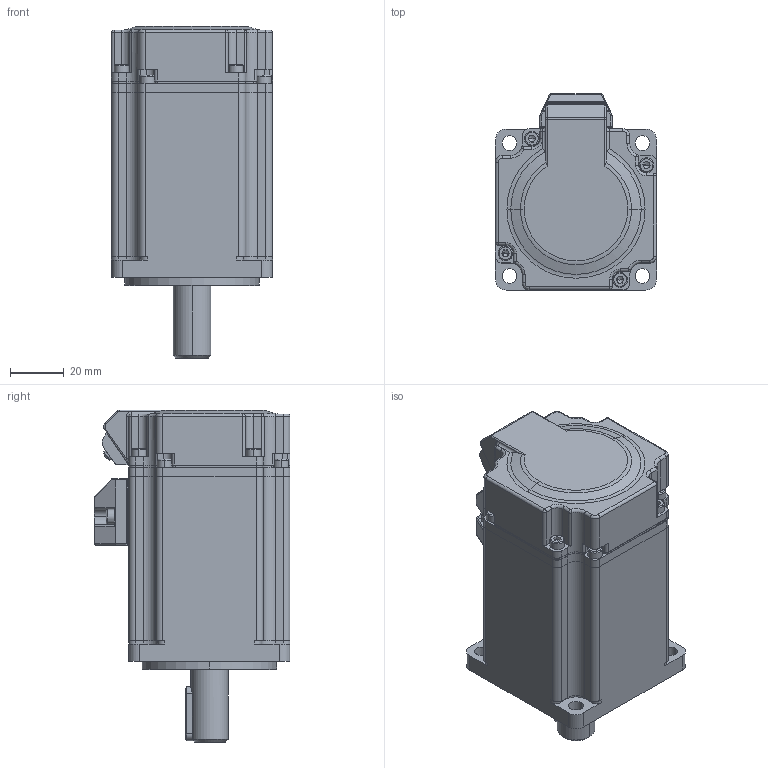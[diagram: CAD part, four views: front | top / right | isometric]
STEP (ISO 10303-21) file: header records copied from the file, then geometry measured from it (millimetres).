
FILE_DESCRIPTION (( 'STEP AP203' ), '1' );
FILE_NAME ('LMZ-04B06030D11-A.STEP', '2023-01-12T04:07:23', ( '' ), ( '' ), 'SwSTEP 2.0', 'SolidWorks 2018', '' );
FILE_SCHEMA (( 'CONFIG_CONTROL_DESIGN' ));
Products named in the file (1): LMZ-04B06030D11-A
Bounding box: 60 x 73 x 123.7 mm (x, y, z)
Volume: 144322.9 mm3; surface area: 83324.5 mm2
Topology: 23 solids, 23 shells, 1538 faces, 3973 edges, 2533 vertices
Faces by surface type: plane 711, cylinder 409, bspline 232, cone 91, torus 83, sphere 12
Entity records: 58652 total; most frequent: CARTESIAN_POINT 21993, ORIENTED_EDGE 7858, DIRECTION 7124, EDGE_CURVE 3929, VERTEX_POINT 2533, AXIS2_PLACEMENT_3D 2441, LINE 2242, VECTOR 2242
